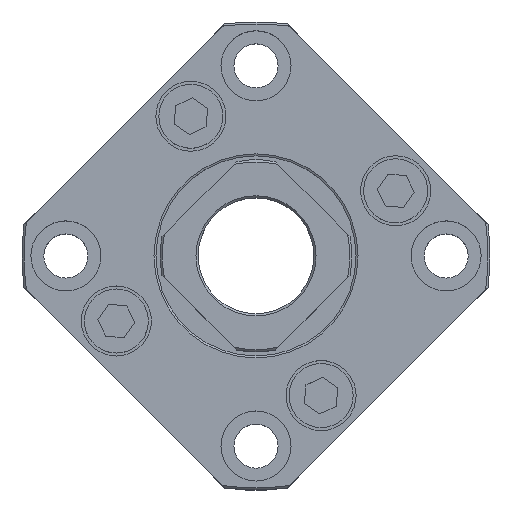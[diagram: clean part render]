
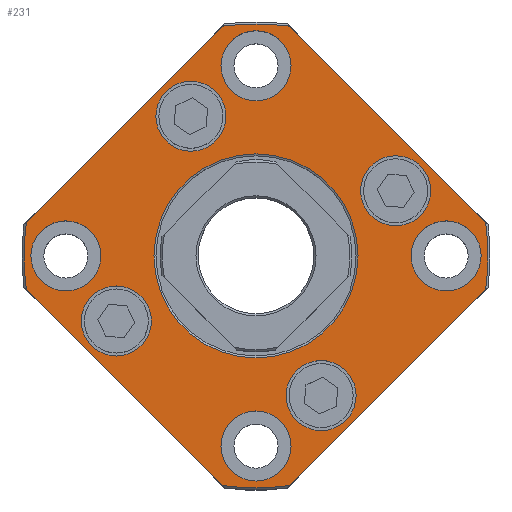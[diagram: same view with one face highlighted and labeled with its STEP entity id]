
A CAD part, top view. The second image highlights one B-rep face of the part: STEP entity #231.
In plain terms, the highlighted face is planar.
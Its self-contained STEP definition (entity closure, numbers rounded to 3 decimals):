
#231 = ADVANCED_FACE( '', ( #486, #487, #488, #489, #490, #491, #492, #493, #494, #495 ), #496, .F. );
#486 = FACE_OUTER_BOUND( '', #861, .T. );
#487 = FACE_BOUND( '', #862, .T. );
#488 = FACE_BOUND( '', #863, .T. );
#489 = FACE_BOUND( '', #864, .T. );
#490 = FACE_BOUND( '', #865, .T. );
#491 = FACE_BOUND( '', #866, .T. );
#492 = FACE_BOUND( '', #867, .T. );
#493 = FACE_BOUND( '', #868, .T. );
#494 = FACE_BOUND( '', #869, .T. );
#495 = FACE_BOUND( '', #870, .T. );
#496 = PLANE( '', #871 );
#861 = EDGE_LOOP( '', ( #1459, #1460, #1461, #1462, #1463, #1464, #1465, #1466 ) );
#862 = EDGE_LOOP( '', ( #1467 ) );
#863 = EDGE_LOOP( '', ( #1468 ) );
#864 = EDGE_LOOP( '', ( #1469 ) );
#865 = EDGE_LOOP( '', ( #1470 ) );
#866 = EDGE_LOOP( '', ( #1471 ) );
#867 = EDGE_LOOP( '', ( #1472 ) );
#868 = EDGE_LOOP( '', ( #1473 ) );
#869 = EDGE_LOOP( '', ( #1474 ) );
#870 = EDGE_LOOP( '', ( #1475 ) );
#871 = AXIS2_PLACEMENT_3D( '', #1476, #1477, #1478 );
#1459 = ORIENTED_EDGE( '', *, *, #2262, .F. );
#1460 = ORIENTED_EDGE( '', *, *, #2263, .F. );
#1461 = ORIENTED_EDGE( '', *, *, #2264, .F. );
#1462 = ORIENTED_EDGE( '', *, *, #2265, .F. );
#1463 = ORIENTED_EDGE( '', *, *, #2266, .F. );
#1464 = ORIENTED_EDGE( '', *, *, #2267, .F. );
#1465 = ORIENTED_EDGE( '', *, *, #2141, .F. );
#1466 = ORIENTED_EDGE( '', *, *, #2268, .F. );
#1467 = ORIENTED_EDGE( '', *, *, #2231, .F. );
#1468 = ORIENTED_EDGE( '', *, *, #2209, .T. );
#1469 = ORIENTED_EDGE( '', *, *, #2211, .T. );
#1470 = ORIENTED_EDGE( '', *, *, #2213, .T. );
#1471 = ORIENTED_EDGE( '', *, *, #2215, .T. );
#1472 = ORIENTED_EDGE( '', *, *, #2219, .T. );
#1473 = ORIENTED_EDGE( '', *, *, #2223, .T. );
#1474 = ORIENTED_EDGE( '', *, *, #2227, .T. );
#1475 = ORIENTED_EDGE( '', *, *, #2243, .T. );
#1476 = CARTESIAN_POINT( '', ( -30., 25., 0. ) );
#1477 = DIRECTION( '', ( 1., 0., 0. ) );
#1478 = DIRECTION( '', ( 0., 0., -1. ) );
#2141 = EDGE_CURVE( '', #2469, #2472, #2473, .T. );
#2209 = EDGE_CURVE( '', #2603, #2603, #2604, .T. );
#2211 = EDGE_CURVE( '', #2607, #2607, #2608, .T. );
#2213 = EDGE_CURVE( '', #2611, #2611, #2612, .T. );
#2215 = EDGE_CURVE( '', #2615, #2615, #2616, .T. );
#2219 = EDGE_CURVE( '', #2623, #2623, #2624, .T. );
#2223 = EDGE_CURVE( '', #2631, #2631, #2632, .T. );
#2227 = EDGE_CURVE( '', #2639, #2639, #2640, .T. );
#2231 = EDGE_CURVE( '', #2647, #2647, #2648, .F. );
#2243 = EDGE_CURVE( '', #2671, #2671, #2672, .T. );
#2262 = EDGE_CURVE( '', #2702, #2703, #2704, .T. );
#2263 = EDGE_CURVE( '', #2705, #2702, #2706, .T. );
#2264 = EDGE_CURVE( '', #2707, #2705, #2708, .T. );
#2265 = EDGE_CURVE( '', #2709, #2707, #2710, .T. );
#2266 = EDGE_CURVE( '', #2711, #2709, #2712, .T. );
#2267 = EDGE_CURVE( '', #2472, #2711, #2713, .T. );
#2268 = EDGE_CURVE( '', #2703, #2469, #2714, .T. );
#2469 = VERTEX_POINT( '', #3031 );
#2472 = VERTEX_POINT( '', #3037 );
#2473 = CIRCLE( '', #3038, 58. );
#2603 = VERTEX_POINT( '', #3233 );
#2604 = CIRCLE( '', #3234, 8.75 );
#2607 = VERTEX_POINT( '', #3237 );
#2608 = CIRCLE( '', #3238, 8.75 );
#2611 = VERTEX_POINT( '', #3241 );
#2612 = CIRCLE( '', #3242, 8.75 );
#2615 = VERTEX_POINT( '', #3245 );
#2616 = CIRCLE( '', #3246, 8.75 );
#2623 = VERTEX_POINT( '', #3253 );
#2624 = CIRCLE( '', #3254, 8.75 );
#2631 = VERTEX_POINT( '', #3261 );
#2632 = CIRCLE( '', #3262, 8.75 );
#2639 = VERTEX_POINT( '', #3269 );
#2640 = CIRCLE( '', #3270, 8.75 );
#2647 = VERTEX_POINT( '', #3277 );
#2648 = CIRCLE( '', #3278, 8.75 );
#2671 = VERTEX_POINT( '', #3301 );
#2672 = CIRCLE( '', #3302, 25.5 );
#2702 = VERTEX_POINT( '', #3412 );
#2703 = VERTEX_POINT( '', #3413 );
#2704 = CIRCLE( '', #3414, 58. );
#2705 = VERTEX_POINT( '', #3415 );
#2706 = LINE( '', #3416, #3417 );
#2707 = VERTEX_POINT( '', #3418 );
#2708 = CIRCLE( '', #3419, 58. );
#2709 = VERTEX_POINT( '', #3420 );
#2710 = LINE( '', #3421, #3422 );
#2711 = VERTEX_POINT( '', #3423 );
#2712 = CIRCLE( '', #3424, 58. );
#2713 = LINE( '', #3425, #3426 );
#2714 = LINE( '', #3427, #3428 );
#3031 = CARTESIAN_POINT( '', ( -30., 8.368, 57.393 ) );
#3037 = CARTESIAN_POINT( '', ( -30., -8.368, 57.393 ) );
#3038 = AXIS2_PLACEMENT_3D( '', #3788, #3789, #3790 );
#3233 = CARTESIAN_POINT( '', ( -30., -34.893, 7.521 ) );
#3234 = AXIS2_PLACEMENT_3D( '', #3889, #3890, #3891 );
#3237 = CARTESIAN_POINT( '', ( -30., 16.271, 26.143 ) );
#3238 = AXIS2_PLACEMENT_3D( '', #3895, #3896, #3897 );
#3241 = CARTESIAN_POINT( '', ( -30., -16.271, -43.643 ) );
#3242 = AXIS2_PLACEMENT_3D( '', #3901, #3902, #3903 );
#3245 = CARTESIAN_POINT( '', ( -30., 34.893, -25.021 ) );
#3246 = AXIS2_PLACEMENT_3D( '', #3907, #3908, #3909 );
#3253 = CARTESIAN_POINT( '', ( -30., 0., -56.25 ) );
#3254 = AXIS2_PLACEMENT_3D( '', #3919, #3920, #3921 );
#3261 = CARTESIAN_POINT( '', ( -30., -47.5, -8.75 ) );
#3262 = AXIS2_PLACEMENT_3D( '', #3931, #3932, #3933 );
#3269 = CARTESIAN_POINT( '', ( -30., 0., 38.75 ) );
#3270 = AXIS2_PLACEMENT_3D( '', #3943, #3944, #3945 );
#3277 = CARTESIAN_POINT( '', ( -30., 47.5, -8.75 ) );
#3278 = AXIS2_PLACEMENT_3D( '', #3955, #3956, #3957 );
#3301 = CARTESIAN_POINT( '', ( -30., 0., -25.5 ) );
#3302 = AXIS2_PLACEMENT_3D( '', #3991, #3992, #3993 );
#3412 = CARTESIAN_POINT( '', ( -30., 57.393, -8.368 ) );
#3413 = CARTESIAN_POINT( '', ( -30., 57.393, 8.368 ) );
#3414 = AXIS2_PLACEMENT_3D( '', #4018, #4019, #4020 );
#3415 = CARTESIAN_POINT( '', ( -30., 8.368, -57.393 ) );
#3416 = CARTESIAN_POINT( '', ( -30., 0., -65.761 ) );
#3417 = VECTOR( '', #4021, 1000. );
#3418 = CARTESIAN_POINT( '', ( -30., -8.368, -57.393 ) );
#3419 = AXIS2_PLACEMENT_3D( '', #4022, #4023, #4024 );
#3420 = CARTESIAN_POINT( '', ( -30., -57.393, -8.368 ) );
#3421 = CARTESIAN_POINT( '', ( -30., -65.761, 0. ) );
#3422 = VECTOR( '', #4025, 1000. );
#3423 = CARTESIAN_POINT( '', ( -30., -57.393, 8.368 ) );
#3424 = AXIS2_PLACEMENT_3D( '', #4026, #4027, #4028 );
#3425 = CARTESIAN_POINT( '', ( -30., 0., 65.761 ) );
#3426 = VECTOR( '', #4029, 1000. );
#3427 = CARTESIAN_POINT( '', ( -30., 65.761, 0. ) );
#3428 = VECTOR( '', #4030, 1000. );
#3788 = CARTESIAN_POINT( '', ( -30., 0., 0. ) );
#3789 = DIRECTION( '', ( 1., 0., 0. ) );
#3790 = DIRECTION( '', ( 0., 0., -1. ) );
#3889 = CARTESIAN_POINT( '', ( -30., -34.893, 16.271 ) );
#3890 = DIRECTION( '', ( 1., 0., 0. ) );
#3891 = DIRECTION( '', ( 0., 0., -1. ) );
#3895 = CARTESIAN_POINT( '', ( -30., 16.271, 34.893 ) );
#3896 = DIRECTION( '', ( 1., 0., 0. ) );
#3897 = DIRECTION( '', ( 0., 0., -1. ) );
#3901 = CARTESIAN_POINT( '', ( -30., -16.271, -34.893 ) );
#3902 = DIRECTION( '', ( 1., 0., 0. ) );
#3903 = DIRECTION( '', ( 0., 0., -1. ) );
#3907 = CARTESIAN_POINT( '', ( -30., 34.893, -16.271 ) );
#3908 = DIRECTION( '', ( 1., 0., 0. ) );
#3909 = DIRECTION( '', ( 0., 0., -1. ) );
#3919 = CARTESIAN_POINT( '', ( -30., 0., -47.5 ) );
#3920 = DIRECTION( '', ( 1., 0., 0. ) );
#3921 = DIRECTION( '', ( 0., 0., -1. ) );
#3931 = CARTESIAN_POINT( '', ( -30., -47.5, 0. ) );
#3932 = DIRECTION( '', ( 1., 0., 0. ) );
#3933 = DIRECTION( '', ( 0., 0., -1. ) );
#3943 = CARTESIAN_POINT( '', ( -30., 0., 47.5 ) );
#3944 = DIRECTION( '', ( 1., 0., 0. ) );
#3945 = DIRECTION( '', ( 0., 0., -1. ) );
#3955 = CARTESIAN_POINT( '', ( -30., 47.5, 0. ) );
#3956 = DIRECTION( '', ( 1., 0., 0. ) );
#3957 = DIRECTION( '', ( 0., 0., -1. ) );
#3991 = CARTESIAN_POINT( '', ( -30., 0., 0. ) );
#3992 = DIRECTION( '', ( 1., 0., 0. ) );
#3993 = DIRECTION( '', ( 0., 0., -1. ) );
#4018 = CARTESIAN_POINT( '', ( -30., 0., 0. ) );
#4019 = DIRECTION( '', ( 1., 0., 0. ) );
#4020 = DIRECTION( '', ( 0., 0., -1. ) );
#4021 = DIRECTION( '', ( 0., 0.707, 0.707 ) );
#4022 = CARTESIAN_POINT( '', ( -30., 0., 0. ) );
#4023 = DIRECTION( '', ( 1., 0., 0. ) );
#4024 = DIRECTION( '', ( 0., 0., -1. ) );
#4025 = DIRECTION( '', ( 0., 0.707, -0.707 ) );
#4026 = CARTESIAN_POINT( '', ( -30., 0., 0. ) );
#4027 = DIRECTION( '', ( 1., 0., 0. ) );
#4028 = DIRECTION( '', ( 0., 0., -1. ) );
#4029 = DIRECTION( '', ( 0., -0.707, -0.707 ) );
#4030 = DIRECTION( '', ( 0., -0.707, 0.707 ) );
